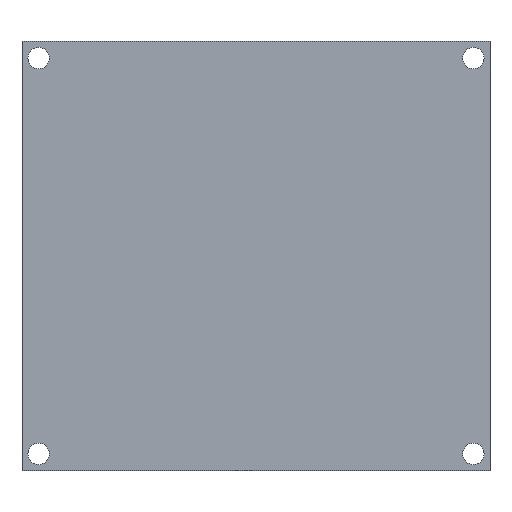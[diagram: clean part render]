
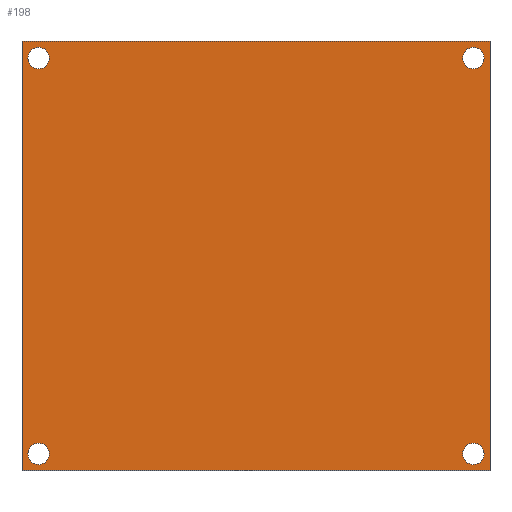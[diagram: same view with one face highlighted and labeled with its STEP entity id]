
A CAD part, top view. The second image highlights one B-rep face of the part: STEP entity #198.
In plain terms, the highlighted planar face has unit normal (0, 0, 1).
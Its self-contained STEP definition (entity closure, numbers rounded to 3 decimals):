
#19=FACE_BOUND('',#53,.T.);
#20=FACE_BOUND('',#54,.T.);
#21=FACE_BOUND('',#55,.T.);
#22=FACE_BOUND('',#56,.T.);
#28=PLANE('',#230);
#38=FACE_OUTER_BOUND('',#52,.T.);
#52=EDGE_LOOP('',(#177,#178,#179,#180));
#53=EDGE_LOOP('',(#181));
#54=EDGE_LOOP('',(#182));
#55=EDGE_LOOP('',(#183));
#56=EDGE_LOOP('',(#184));
#61=LINE('',#313,#77);
#65=LINE('',#321,#81);
#68=LINE('',#327,#84);
#71=LINE('',#332,#87);
#77=VECTOR('',#263,10.);
#81=VECTOR('',#269,10.);
#84=VECTOR('',#274,10.);
#87=VECTOR('',#279,10.);
#90=CIRCLE('',#215,1.7);
#92=CIRCLE('',#218,1.7);
#94=CIRCLE('',#221,1.7);
#96=CIRCLE('',#224,1.7);
#98=VERTEX_POINT('',#289);
#100=VERTEX_POINT('',#295);
#102=VERTEX_POINT('',#301);
#104=VERTEX_POINT('',#307);
#105=VERTEX_POINT('',#311);
#106=VERTEX_POINT('',#312);
#109=VERTEX_POINT('',#320);
#111=VERTEX_POINT('',#326);
#115=EDGE_CURVE('',#98,#98,#90,.T.);
#118=EDGE_CURVE('',#100,#100,#92,.T.);
#121=EDGE_CURVE('',#102,#102,#94,.T.);
#124=EDGE_CURVE('',#104,#104,#96,.T.);
#125=EDGE_CURVE('',#105,#106,#61,.T.);
#129=EDGE_CURVE('',#109,#105,#65,.T.);
#132=EDGE_CURVE('',#111,#109,#68,.T.);
#135=EDGE_CURVE('',#106,#111,#71,.T.);
#177=ORIENTED_EDGE('',*,*,#135,.F.);
#178=ORIENTED_EDGE('',*,*,#125,.F.);
#179=ORIENTED_EDGE('',*,*,#129,.F.);
#180=ORIENTED_EDGE('',*,*,#132,.F.);
#181=ORIENTED_EDGE('',*,*,#115,.T.);
#182=ORIENTED_EDGE('',*,*,#118,.T.);
#183=ORIENTED_EDGE('',*,*,#121,.T.);
#184=ORIENTED_EDGE('',*,*,#124,.T.);
#198=ADVANCED_FACE('',(#38,#19,#20,#21,#22),#28,.F.);
#215=AXIS2_PLACEMENT_3D('',#291,#238,#239);
#218=AXIS2_PLACEMENT_3D('',#297,#245,#246);
#221=AXIS2_PLACEMENT_3D('',#303,#252,#253);
#224=AXIS2_PLACEMENT_3D('',#309,#259,#260);
#230=AXIS2_PLACEMENT_3D('',#335,#283,#284);
#238=DIRECTION('center_axis',(0.,0.,
-1.));
#239=DIRECTION('ref_axis',(-1.,0.,0.));
#245=DIRECTION('center_axis',(0.,0.,
-1.));
#246=DIRECTION('ref_axis',(-1.,0.,0.));
#252=DIRECTION('center_axis',(0.,0.,
-1.));
#253=DIRECTION('ref_axis',(-1.,0.,0.));
#259=DIRECTION('center_axis',(0.,0.,
-1.));
#260=DIRECTION('ref_axis',(-1.,0.,0.));
#263=DIRECTION('',(1.,0.,0.));
#269=DIRECTION('',(0.,1.,0.));
#274=DIRECTION('',(-1.,0.,0.));
#279=DIRECTION('',(0.,-1.,0.));
#283=DIRECTION('center_axis',(0.,0.,
-1.));
#284=DIRECTION('ref_axis',(-1.,0.,0.));
#289=CARTESIAN_POINT('',(-131.431,46.797,4.856));
#291=CARTESIAN_POINT('Origin',(-133.131,46.797,4.856));
#295=CARTESIAN_POINT('',(-200.169,109.369,4.856));
#297=CARTESIAN_POINT('Origin',(-201.869,109.369,4.856));
#301=CARTESIAN_POINT('',(-131.431,109.369,4.856));
#303=CARTESIAN_POINT('Origin',(-133.131,109.369,4.856));
#307=CARTESIAN_POINT('',(-200.169,46.797,4.856));
#309=CARTESIAN_POINT('Origin',(-201.869,46.797,4.856));
#311=CARTESIAN_POINT('',(-204.5,112.,4.856));
#312=CARTESIAN_POINT('',(-130.5,112.,4.856));
#313=CARTESIAN_POINT('',(-204.5,112.,4.856));
#320=CARTESIAN_POINT('',(-204.5,44.166,4.856));
#321=CARTESIAN_POINT('',(-204.5,44.166,4.856));
#326=CARTESIAN_POINT('',(-130.5,44.166,4.856));
#327=CARTESIAN_POINT('',(-130.5,44.166,4.856));
#332=CARTESIAN_POINT('',(-130.5,112.,4.856));
#335=CARTESIAN_POINT('Origin',(-167.5,78.083,4.856));
